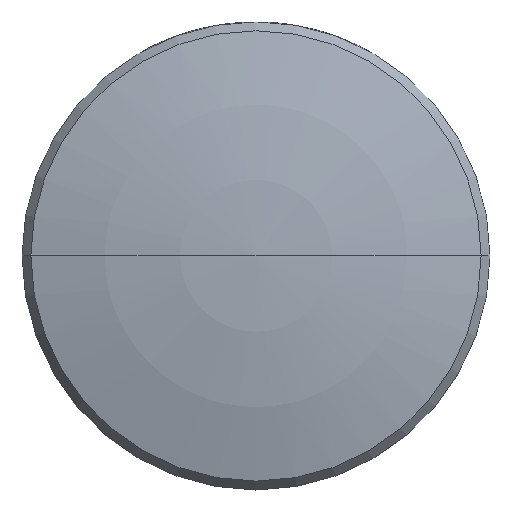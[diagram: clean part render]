
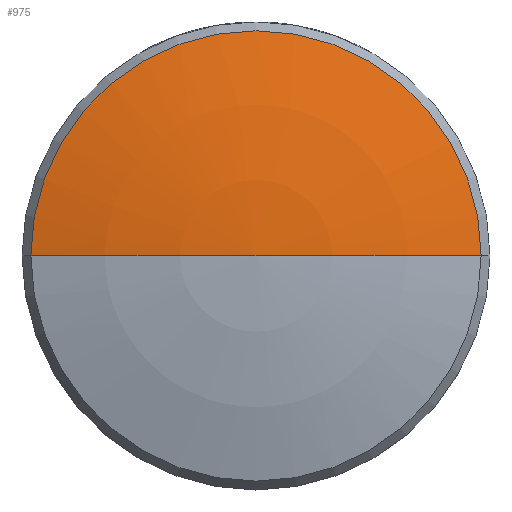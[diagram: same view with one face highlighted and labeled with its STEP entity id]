
A CAD part, top view. The second image highlights one B-rep face of the part: STEP entity #975.
In plain terms, the highlighted toroidal (fillet/blend) face has major radius 0.014 mm and minor radius 23 mm.
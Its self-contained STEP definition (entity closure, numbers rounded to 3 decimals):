
#100 = CARTESIAN_POINT ( 'NONE',  ( 0., 0., 1.867 ) ) ;
#166 = AXIS2_PLACEMENT_3D ( 'NONE', #1132, #582, #2060 ) ;
#308 = AXIS2_PLACEMENT_3D ( 'NONE', #759, #943, #1112 ) ;
#311 = EDGE_LOOP ( 'NONE', ( #1163, #1364, #1213 ) ) ;
#375 = CARTESIAN_POINT ( 'NONE',  ( 0.014, 0., -20.31 ) ) ;
#416 = FACE_OUTER_BOUND ( 'NONE', #311, .T. ) ;
#539 = CIRCLE ( 'NONE', #308, 23. ) ;
#582 = DIRECTION ( 'NONE',  ( 0., 0., -1. ) ) ;
#676 = VERTEX_POINT ( 'NONE', #1469 ) ;
#759 = CARTESIAN_POINT ( 'NONE',  ( -0.014, 0., -20.31 ) ) ;
#943 = DIRECTION ( 'NONE',  ( 0., -1., 0. ) ) ;
#950 = CARTESIAN_POINT ( 'NONE',  ( 0., 0., 2.69 ) ) ;
#972 = EDGE_CURVE ( 'NONE', #2003, #676, #2222, .T. ) ;
#975 = ADVANCED_FACE ( 'NONE', ( #416 ), #1717, .T. ) ;
#1092 = AXIS2_PLACEMENT_3D ( 'NONE', #375, #1110, #2256 ) ;
#1110 = DIRECTION ( 'NONE',  ( 0., 1., 0. ) ) ;
#1112 = DIRECTION ( 'NONE',  ( 0., 0., -1. ) ) ;
#1132 = CARTESIAN_POINT ( 'NONE',  ( 0., 0., -20.31 ) ) ;
#1163 = ORIENTED_EDGE ( 'NONE', *, *, #2032, .F. ) ;
#1173 = CARTESIAN_POINT ( 'NONE',  ( -6.111, 0., 1.867 ) ) ;
#1184 = VERTEX_POINT ( 'NONE', #1173 ) ;
#1213 = ORIENTED_EDGE ( 'NONE', *, *, #2219, .T. ) ;
#1217 = DIRECTION ( 'NONE',  ( -1., 0., 0. ) ) ;
#1364 = ORIENTED_EDGE ( 'NONE', *, *, #972, .T. ) ;
#1392 = DIRECTION ( 'NONE',  ( 0., 0., 1. ) ) ;
#1469 = CARTESIAN_POINT ( 'NONE',  ( 6.111, 0., 1.867 ) ) ;
#1717 = TOROIDAL_SURFACE ( 'NONE', #166, 0.014, 23. ) ;
#1811 = AXIS2_PLACEMENT_3D ( 'NONE', #100, #1392, #1217 ) ;
#2003 = VERTEX_POINT ( 'NONE', #950 ) ;
#2032 = EDGE_CURVE ( 'NONE', #2003, #1184, #539, .T. ) ;
#2042 = CIRCLE ( 'NONE', #1811, 6.111 ) ;
#2060 = DIRECTION ( 'NONE',  ( -1., 0., 0. ) ) ;
#2219 = EDGE_CURVE ( 'NONE', #676, #1184, #2042, .T. ) ;
#2222 = CIRCLE ( 'NONE', #1092, 23. ) ;
#2256 = DIRECTION ( 'NONE',  ( -1., 0., 0. ) ) ;
